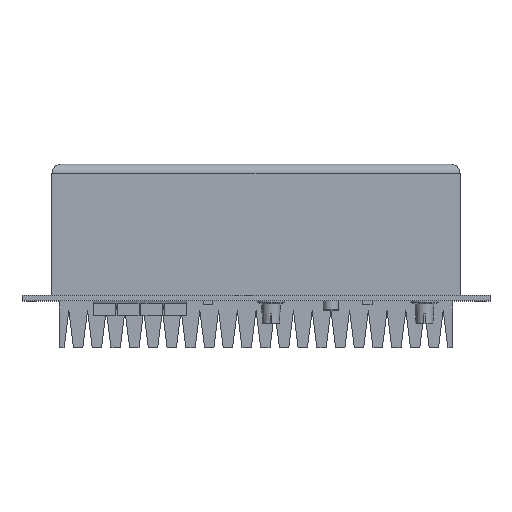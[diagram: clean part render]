
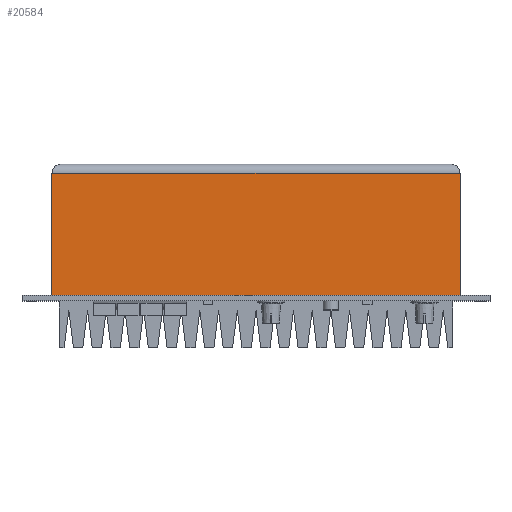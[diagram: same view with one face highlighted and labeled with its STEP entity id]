
A CAD part, top view. The second image highlights one B-rep face of the part: STEP entity #20584.
In plain terms, the highlighted planar face has unit normal (0, 0, 1).
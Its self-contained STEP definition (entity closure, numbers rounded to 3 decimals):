
#20584 = ADVANCED_FACE('',(#20585),#20599,.F.);
#20585 = FACE_BOUND('',#20586,.F.);
#20586 = EDGE_LOOP('',(#20587,#20622,#20649,#20677));
#20587 = ORIENTED_EDGE('',*,*,#20588,.T.);
#20588 = EDGE_CURVE('',#20589,#20591,#20593,.T.);
#20589 = VERTEX_POINT('',#20590);
#20590 = CARTESIAN_POINT('',(16.,0.,234.));
#20591 = VERTEX_POINT('',#20592);
#20592 = CARTESIAN_POINT('',(16.,65.,234.));
#20593 = SURFACE_CURVE('',#20594,(#20598,#20610),.PCURVE_S1.);
#20594 = LINE('',#20595,#20596);
#20595 = CARTESIAN_POINT('',(16.,0.,234.));
#20596 = VECTOR('',#20597,1.);
#20597 = DIRECTION('',(0.,1.,0.));
#20598 = PCURVE('',#20599,#20604);
#20599 = PLANE('',#20600);
#20600 = AXIS2_PLACEMENT_3D('',#20601,#20602,#20603);
#20601 = CARTESIAN_POINT('',(16.,0.,234.));
#20602 = DIRECTION('',(0.,0.,-1.));
#20603 = DIRECTION('',(1.,0.,0.));
#20604 = DEFINITIONAL_REPRESENTATION('',(#20605),#20609);
#20605 = LINE('',#20606,#20607);
#20606 = CARTESIAN_POINT('',(0.,0.));
#20607 = VECTOR('',#20608,1.);
#20608 = DIRECTION('',(0.,-1.));
#20609 = ( GEOMETRIC_REPRESENTATION_CONTEXT(2) 
PARAMETRIC_REPRESENTATION_CONTEXT() REPRESENTATION_CONTEXT('2D SPACE',''
  ) );
#20610 = PCURVE('',#20611,#20616);
#20611 = PLANE('',#20612);
#20612 = AXIS2_PLACEMENT_3D('',#20613,#20614,#20615);
#20613 = CARTESIAN_POINT('',(16.,0.,16.));
#20614 = DIRECTION('',(1.,0.,0.));
#20615 = DIRECTION('',(0.,0.,1.));
#20616 = DEFINITIONAL_REPRESENTATION('',(#20617),#20621);
#20617 = LINE('',#20618,#20619);
#20618 = CARTESIAN_POINT('',(218.,0.));
#20619 = VECTOR('',#20620,1.);
#20620 = DIRECTION('',(0.,-1.));
#20621 = ( GEOMETRIC_REPRESENTATION_CONTEXT(2) 
PARAMETRIC_REPRESENTATION_CONTEXT() REPRESENTATION_CONTEXT('2D SPACE',''
  ) );
#20622 = ORIENTED_EDGE('',*,*,#20623,.T.);
#20623 = EDGE_CURVE('',#20591,#20624,#20626,.T.);
#20624 = VERTEX_POINT('',#20625);
#20625 = CARTESIAN_POINT('',(234.,65.,234.));
#20626 = SURFACE_CURVE('',#20627,(#20631,#20638),.PCURVE_S1.);
#20627 = LINE('',#20628,#20629);
#20628 = CARTESIAN_POINT('',(16.,65.,234.));
#20629 = VECTOR('',#20630,1.);
#20630 = DIRECTION('',(1.,0.,0.));
#20631 = PCURVE('',#20599,#20632);
#20632 = DEFINITIONAL_REPRESENTATION('',(#20633),#20637);
#20633 = LINE('',#20634,#20635);
#20634 = CARTESIAN_POINT('',(0.,-65.));
#20635 = VECTOR('',#20636,1.);
#20636 = DIRECTION('',(1.,0.));
#20637 = ( GEOMETRIC_REPRESENTATION_CONTEXT(2) 
PARAMETRIC_REPRESENTATION_CONTEXT() REPRESENTATION_CONTEXT('2D SPACE',''
  ) );
#20638 = PCURVE('',#20639,#20644);
#20639 = CYLINDRICAL_SURFACE('',#20640,5.);
#20640 = AXIS2_PLACEMENT_3D('',#20641,#20642,#20643);
#20641 = CARTESIAN_POINT('',(16.,65.,229.));
#20642 = DIRECTION('',(1.,0.,0.));
#20643 = DIRECTION('',(0.,0.,1.));
#20644 = DEFINITIONAL_REPRESENTATION('',(#20645),#20648);
#20645 = B_SPLINE_CURVE_WITH_KNOTS('',1,(#20646,#20647),.UNSPECIFIED.,
  .F.,.F.,(2,2),(0.,218.),.PIECEWISE_BEZIER_KNOTS.);
#20646 = CARTESIAN_POINT('',(0.,0.));
#20647 = CARTESIAN_POINT('',(0.,218.));
#20648 = ( GEOMETRIC_REPRESENTATION_CONTEXT(2) 
PARAMETRIC_REPRESENTATION_CONTEXT() REPRESENTATION_CONTEXT('2D SPACE',''
  ) );
#20649 = ORIENTED_EDGE('',*,*,#20650,.F.);
#20650 = EDGE_CURVE('',#20651,#20624,#20653,.T.);
#20651 = VERTEX_POINT('',#20652);
#20652 = CARTESIAN_POINT('',(234.,0.,234.));
#20653 = SURFACE_CURVE('',#20654,(#20658,#20665),.PCURVE_S1.);
#20654 = LINE('',#20655,#20656);
#20655 = CARTESIAN_POINT('',(234.,0.,234.));
#20656 = VECTOR('',#20657,1.);
#20657 = DIRECTION('',(0.,1.,0.));
#20658 = PCURVE('',#20599,#20659);
#20659 = DEFINITIONAL_REPRESENTATION('',(#20660),#20664);
#20660 = LINE('',#20661,#20662);
#20661 = CARTESIAN_POINT('',(218.,0.));
#20662 = VECTOR('',#20663,1.);
#20663 = DIRECTION('',(0.,-1.));
#20664 = ( GEOMETRIC_REPRESENTATION_CONTEXT(2) 
PARAMETRIC_REPRESENTATION_CONTEXT() REPRESENTATION_CONTEXT('2D SPACE',''
  ) );
#20665 = PCURVE('',#20666,#20671);
#20666 = PLANE('',#20667);
#20667 = AXIS2_PLACEMENT_3D('',#20668,#20669,#20670);
#20668 = CARTESIAN_POINT('',(234.,0.,234.));
#20669 = DIRECTION('',(-1.,0.,0.));
#20670 = DIRECTION('',(0.,0.,-1.));
#20671 = DEFINITIONAL_REPRESENTATION('',(#20672),#20676);
#20672 = LINE('',#20673,#20674);
#20673 = CARTESIAN_POINT('',(0.,0.));
#20674 = VECTOR('',#20675,1.);
#20675 = DIRECTION('',(0.,-1.));
#20676 = ( GEOMETRIC_REPRESENTATION_CONTEXT(2) 
PARAMETRIC_REPRESENTATION_CONTEXT() REPRESENTATION_CONTEXT('2D SPACE',''
  ) );
#20677 = ORIENTED_EDGE('',*,*,#20678,.F.);
#20678 = EDGE_CURVE('',#20589,#20651,#20679,.T.);
#20679 = SURFACE_CURVE('',#20680,(#20684,#20691),.PCURVE_S1.);
#20680 = LINE('',#20681,#20682);
#20681 = CARTESIAN_POINT('',(16.,0.,234.));
#20682 = VECTOR('',#20683,1.);
#20683 = DIRECTION('',(1.,0.,0.));
#20684 = PCURVE('',#20599,#20685);
#20685 = DEFINITIONAL_REPRESENTATION('',(#20686),#20690);
#20686 = LINE('',#20687,#20688);
#20687 = CARTESIAN_POINT('',(0.,0.));
#20688 = VECTOR('',#20689,1.);
#20689 = DIRECTION('',(1.,0.));
#20690 = ( GEOMETRIC_REPRESENTATION_CONTEXT(2) 
PARAMETRIC_REPRESENTATION_CONTEXT() REPRESENTATION_CONTEXT('2D SPACE',''
  ) );
#20691 = PCURVE('',#20692,#20697);
#20692 = PLANE('',#20693);
#20693 = AXIS2_PLACEMENT_3D('',#20694,#20695,#20696);
#20694 = CARTESIAN_POINT('',(125.,0.,125.));
#20695 = DIRECTION('',(0.,1.,0.));
#20696 = DIRECTION('',(0.,0.,1.));
#20697 = DEFINITIONAL_REPRESENTATION('',(#20698),#20702);
#20698 = LINE('',#20699,#20700);
#20699 = CARTESIAN_POINT('',(109.,-109.));
#20700 = VECTOR('',#20701,1.);
#20701 = DIRECTION('',(0.,1.));
#20702 = ( GEOMETRIC_REPRESENTATION_CONTEXT(2) 
PARAMETRIC_REPRESENTATION_CONTEXT() REPRESENTATION_CONTEXT('2D SPACE',''
  ) );
